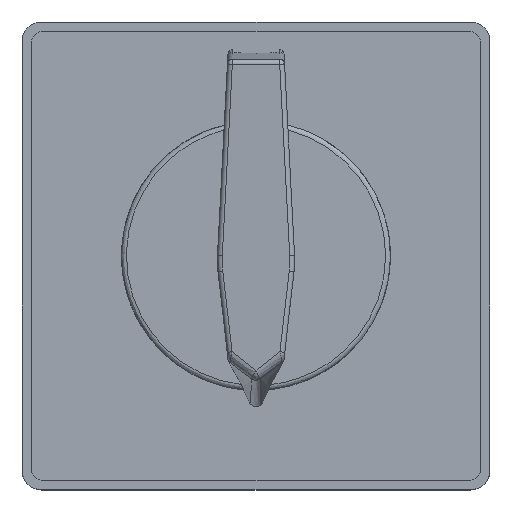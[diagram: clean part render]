
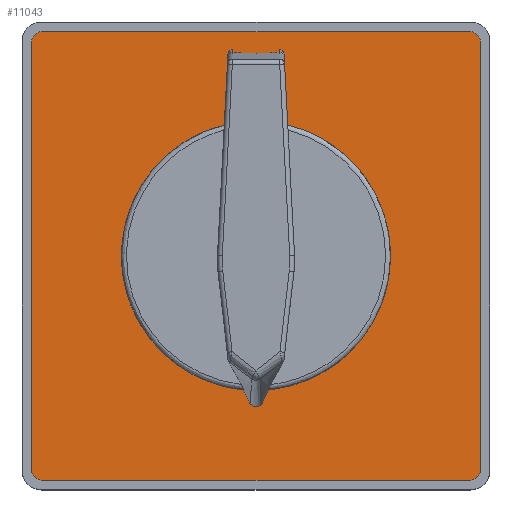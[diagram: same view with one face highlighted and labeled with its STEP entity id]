
A CAD part, top view. The second image highlights one B-rep face of the part: STEP entity #11043.
In plain terms, the highlighted planar face has unit normal (0, 0, 1).
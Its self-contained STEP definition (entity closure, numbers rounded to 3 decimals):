
#182 = VERTEX_POINT ( 'NONE', #13026 ) ;
#185 = ORIENTED_EDGE ( 'NONE', *, *, #15816, .F. ) ;
#198 = DIRECTION ( 'NONE',  ( 0., 0., 1. ) ) ;
#263 = VECTOR ( 'NONE', #9284, 1000. ) ;
#342 = DIRECTION ( 'NONE',  ( 1., 0., 0. ) ) ;
#378 = LINE ( 'NONE', #2750, #3595 ) ;
#710 = CARTESIAN_POINT ( 'NONE',  ( 23., -22., 3.5 ) ) ;
#922 = LINE ( 'NONE', #11099, #7845 ) ;
#2021 = CARTESIAN_POINT ( 'NONE',  ( -23., 22., 3.5 ) ) ;
#2311 = VERTEX_POINT ( 'NONE', #11561 ) ;
#2592 = DIRECTION ( 'NONE',  ( 1., 0., 0. ) ) ;
#2599 = LINE ( 'NONE', #2848, #263 ) ;
#2750 = CARTESIAN_POINT ( 'NONE',  ( 23., -22., 3.5 ) ) ;
#2848 = CARTESIAN_POINT ( 'NONE',  ( -22., -23., 3.5 ) ) ;
#3047 = VERTEX_POINT ( 'NONE', #2021 ) ;
#3188 = DIRECTION ( 'NONE',  ( 0., 0., 1. ) ) ;
#3289 = VERTEX_POINT ( 'NONE', #5494 ) ;
#3322 = AXIS2_PLACEMENT_3D ( 'NONE', #12854, #8864, #2592 ) ;
#3585 = CARTESIAN_POINT ( 'NONE',  ( 22., 22., 3.5 ) ) ;
#3595 = VECTOR ( 'NONE', #8005, 1000. ) ;
#3659 = DIRECTION ( 'NONE',  ( 0., 0., 1. ) ) ;
#3822 = VERTEX_POINT ( 'NONE', #710 ) ;
#3886 = EDGE_CURVE ( 'NONE', #182, #3047, #5318, .T. ) ;
#5115 = CARTESIAN_POINT ( 'NONE',  ( -22., 22., 3.5 ) ) ;
#5120 = FACE_BOUND ( 'NONE', #8440, .T. ) ;
#5254 = ORIENTED_EDGE ( 'NONE', *, *, #7331, .T. ) ;
#5318 = CIRCLE ( 'NONE', #16403, 1. ) ;
#5384 = DIRECTION ( 'NONE',  ( 1., 0., 0. ) ) ;
#5494 = CARTESIAN_POINT ( 'NONE',  ( -23., -22., 3.5 ) ) ;
#5568 = CARTESIAN_POINT ( 'NONE',  ( 22., -22., 3.5 ) ) ;
#5632 = ORIENTED_EDGE ( 'NONE', *, *, #13300, .F. ) ;
#5663 = CARTESIAN_POINT ( 'NONE',  ( 22., 22., 3.5 ) ) ;
#5901 = EDGE_CURVE ( 'NONE', #3289, #9576, #6215, .T. ) ;
#6191 = DIRECTION ( 'NONE',  ( -1., 0., 0. ) ) ;
#6215 = CIRCLE ( 'NONE', #15668, 1. ) ;
#6235 = VECTOR ( 'NONE', #7851, 1000. ) ;
#6318 = AXIS2_PLACEMENT_3D ( 'NONE', #3585, #7657, #10117 ) ;
#6521 = VERTEX_POINT ( 'NONE', #12723 ) ;
#6558 = ORIENTED_EDGE ( 'NONE', *, *, #5901, .T. ) ;
#6625 = ORIENTED_EDGE ( 'NONE', *, *, #3886, .T. ) ;
#6875 = EDGE_CURVE ( 'NONE', #15782, #182, #922, .T. ) ;
#7031 = ORIENTED_EDGE ( 'NONE', *, *, #7197, .T. ) ;
#7197 = EDGE_CURVE ( 'NONE', #9576, #6521, #2599, .T. ) ;
#7210 = EDGE_CURVE ( 'NONE', #3047, #3289, #12862, .T. ) ;
#7331 = EDGE_CURVE ( 'NONE', #2311, #15782, #12986, .T. ) ;
#7657 = DIRECTION ( 'NONE',  ( 0., 0., 1. ) ) ;
#7845 = VECTOR ( 'NONE', #6191, 1000. ) ;
#7851 = DIRECTION ( 'NONE',  ( 0., -1., 0. ) ) ;
#8005 = DIRECTION ( 'NONE',  ( 0., 1., 0. ) ) ;
#8182 = DIRECTION ( 'NONE',  ( 1., 0., 0. ) ) ;
#8363 = DIRECTION ( 'NONE',  ( 1., 0., 0. ) ) ;
#8440 = EDGE_LOOP ( 'NONE', ( #5632, #185 ) ) ;
#8797 = EDGE_LOOP ( 'NONE', ( #5254, #13753, #6625, #10935, #6558, #7031, #12422, #11223 ) ) ;
#8864 = DIRECTION ( 'NONE',  ( 0., 0., 1. ) ) ;
#9056 = CARTESIAN_POINT ( 'NONE',  ( -22., -23., 3.5 ) ) ;
#9161 = CARTESIAN_POINT ( 'NONE',  ( 12.3, 0., 3.5 ) ) ;
#9284 = DIRECTION ( 'NONE',  ( 1., 0., 0. ) ) ;
#9576 = VERTEX_POINT ( 'NONE', #9056 ) ;
#10117 = DIRECTION ( 'NONE',  ( 1., 0., 0. ) ) ;
#10279 = FACE_OUTER_BOUND ( 'NONE', #8797, .T. ) ;
#10430 = AXIS2_PLACEMENT_3D ( 'NONE', #14419, #12672, #342 ) ;
#10625 = CIRCLE ( 'NONE', #3322, 12.3 ) ;
#10689 = CIRCLE ( 'NONE', #10430, 12.3 ) ;
#10817 = EDGE_CURVE ( 'NONE', #3822, #2311, #378, .T. ) ;
#10935 = ORIENTED_EDGE ( 'NONE', *, *, #7210, .T. ) ;
#11043 = ADVANCED_FACE ( 'NONE', ( #10279, #5120 ), #16465, .T. ) ;
#11099 = CARTESIAN_POINT ( 'NONE',  ( 22., 23., 3.5 ) ) ;
#11223 = ORIENTED_EDGE ( 'NONE', *, *, #10817, .T. ) ;
#11561 = CARTESIAN_POINT ( 'NONE',  ( 23., 22., 3.5 ) ) ;
#11737 = DIRECTION ( 'NONE',  ( 0., 0., 1. ) ) ;
#11813 = CARTESIAN_POINT ( 'NONE',  ( -22., -22., 3.5 ) ) ;
#11977 = EDGE_CURVE ( 'NONE', #6521, #3822, #14729, .T. ) ;
#12212 = VERTEX_POINT ( 'NONE', #9161 ) ;
#12422 = ORIENTED_EDGE ( 'NONE', *, *, #11977, .T. ) ;
#12567 = AXIS2_PLACEMENT_3D ( 'NONE', #5568, #11737, #8182 ) ;
#12672 = DIRECTION ( 'NONE',  ( 0., 0., 1. ) ) ;
#12723 = CARTESIAN_POINT ( 'NONE',  ( 22., -23., 3.5 ) ) ;
#12828 = DIRECTION ( 'NONE',  ( 1., 0., 0. ) ) ;
#12854 = CARTESIAN_POINT ( 'NONE',  ( 0., 0., 3.5 ) ) ;
#12862 = LINE ( 'NONE', #14130, #6235 ) ;
#12877 = VERTEX_POINT ( 'NONE', #16331 ) ;
#12986 = CIRCLE ( 'NONE', #13546, 1. ) ;
#13026 = CARTESIAN_POINT ( 'NONE',  ( -22., 23., 3.5 ) ) ;
#13300 = EDGE_CURVE ( 'NONE', #12877, #12212, #10625, .T. ) ;
#13546 = AXIS2_PLACEMENT_3D ( 'NONE', #5663, #3188, #8363 ) ;
#13753 = ORIENTED_EDGE ( 'NONE', *, *, #6875, .T. ) ;
#14130 = CARTESIAN_POINT ( 'NONE',  ( -23., 22., 3.5 ) ) ;
#14419 = CARTESIAN_POINT ( 'NONE',  ( 0., 0., 3.5 ) ) ;
#14729 = CIRCLE ( 'NONE', #12567, 1. ) ;
#15668 = AXIS2_PLACEMENT_3D ( 'NONE', #11813, #198, #5384 ) ;
#15782 = VERTEX_POINT ( 'NONE', #15815 ) ;
#15815 = CARTESIAN_POINT ( 'NONE',  ( 22., 23., 3.5 ) ) ;
#15816 = EDGE_CURVE ( 'NONE', #12212, #12877, #10689, .T. ) ;
#16331 = CARTESIAN_POINT ( 'NONE',  ( -12.3, 0., 3.5 ) ) ;
#16403 = AXIS2_PLACEMENT_3D ( 'NONE', #5115, #3659, #12828 ) ;
#16465 = PLANE ( 'NONE',  #6318 ) ;
